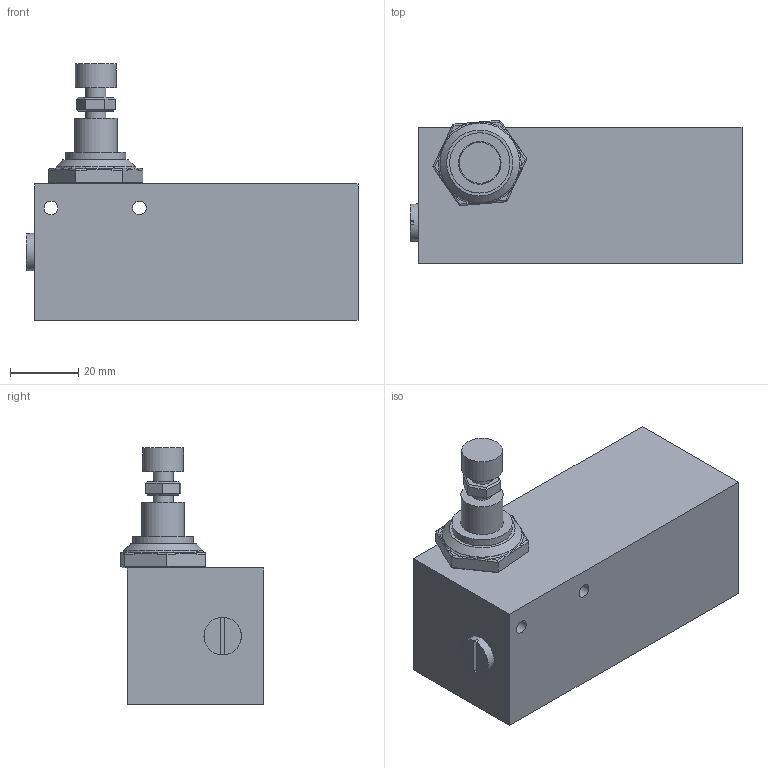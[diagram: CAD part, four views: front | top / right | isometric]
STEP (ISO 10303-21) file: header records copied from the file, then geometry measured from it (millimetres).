
FILE_DESCRIPTION(/* description */ ('Unknown'),/* implementation_level */ '2;1');
FILE_NAME(/* name */ '900.18.3.60',/* time_stamp */ '2018-09-17T14:39:23-04:00',/* author */ ('Unknown'),/* organization */ ('Unknown'),/* preprocessor_version */ 'ST-DEVELOPER v16.7',/* originating_system */ 'DEX',/* authorisation */ $);
FILE_SCHEMA (('AUTOMOTIVE_DESIGN {1 0 10303 214 3 1 1}'));
Length unit declared in the file: millimetre
Products named in the file (5): 900.18.3.60; 900.18.3.visse; 900.18.3.ecrou2; 900.18.3.ecrou1
Assembly tree (7 placements, depth 2):
  900.18.3.60
    900.18.3.60
    900.18.3.visse  x4
    900.18.3.ecrou2
    900.18.3.ecrou1
Bounding box: 97.5 x 42.03 x 75.3 mm (x, y, z)
Volume: 154724.4 mm3; surface area: 27391.1 mm2
Topology: 7 solids, 7 shells, 178 faces, 369 edges, 235 vertices
Faces by surface type: plane 116, cylinder 51, bspline 6, cone 4, torus 1
Full cylindrical faces by diameter (mm): 4 x10, 5.9 x2, 7 x8, 8.566 x8, 11 x1, 12 x1, 12.5 x1, 13.5 x1, 13.8 x3, 17.7 x2, 19 x1, 23.4 x1
Entity records: 4167 total; most frequent: CARTESIAN_POINT 736, DIRECTION 618, ORIENTED_EDGE 490, EDGE_CURVE 245, AXIS2_PLACEMENT_3D 241, EDGE_LOOP 212, FACE_BOUND 212, VERTEX_POINT 173
